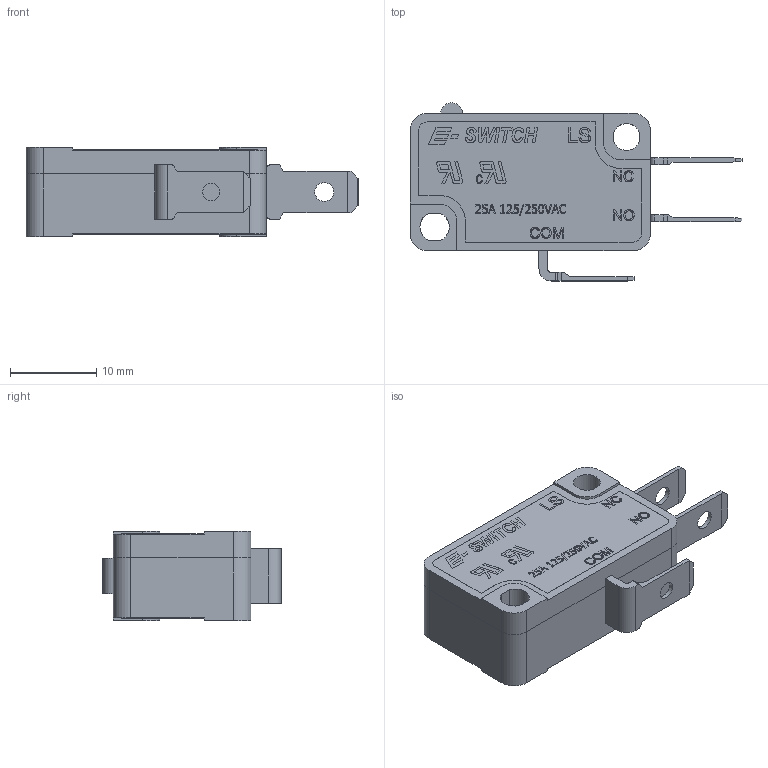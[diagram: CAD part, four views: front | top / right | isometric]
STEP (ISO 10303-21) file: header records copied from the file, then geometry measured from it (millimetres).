
FILE_DESCRIPTION(/* description */ (''),/* implementation_level */ '2;1');
FILE_NAME(/* name */ 'LS2500F400C1A.stp',/* time_stamp */ '2025-09-08T07:48:28-05:00',/* author */ ('jsteinblock'),/* organization */ (''),/* preprocessor_version */ 'ST-DEVELOPER v18.1',/* originating_system */ 'Autodesk Inventor 2022',/* authorisation */ '');
FILE_SCHEMA (('AP203_CONFIGURATION_CONTROLLED_3D_DESIGN_OF_MECHANICAL_PARTS_AND_ASSEMBLIES_MIM_LF { 1 0 10303 203 3 1 4 }','AUTOMOTIVE_DESIGN { 1 0 10303 214 3 1 1 }'));
Length unit declared in the file: inch
Products named in the file (1): LS2500F400C1A
Bounding box: 38.4 x 20.6 x 10.3 mm (x, y, z)
Volume: 4197.4 mm3; surface area: 2459.3 mm2
Topology: 2 solids, 2 shells, 632 faces, 1740 edges, 1147 vertices
Faces by surface type: plane 409, bspline 169, cylinder 54
Full cylindrical faces by diameter (mm): 2 x1, 2.2 x2, 3.1 x2
Entity records: 21999 total; most frequent: CARTESIAN_POINT 6915, ORIENTED_EDGE 3480, DIRECTION 2431, EDGE_CURVE 1740, LINE 1301, VECTOR 1301, VERTEX_POINT 1147, EDGE_LOOP 683
